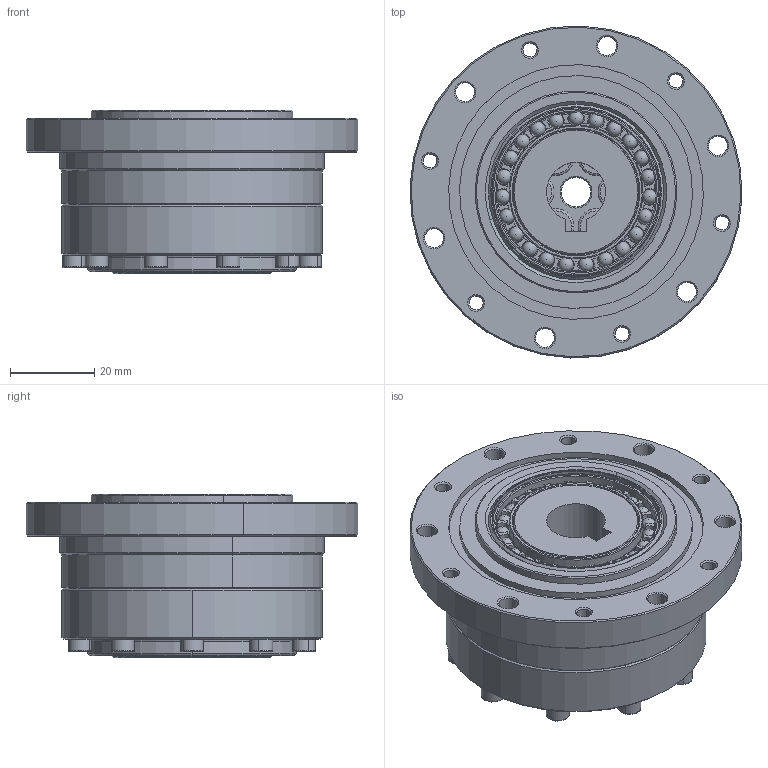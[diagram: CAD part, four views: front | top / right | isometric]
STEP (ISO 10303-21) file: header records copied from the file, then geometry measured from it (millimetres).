
FILE_DESCRIPTION (( 'STEP AP203' ), '1' );
FILE_NAME ('VCSG-17-XXX-U-I-Z14.STEP', '2024-05-25T10:11:06', ( '' ), ( '' ), 'SwSTEP 2.0', 'SolidWorks 2020', '' );
FILE_SCHEMA (( 'CONFIG_CONTROL_DESIGN' ));
Length unit declared in the file: millimetre
Products named in the file (1): VCSG-17-XXX-U-I-Z14
Bounding box: 78.95 x 78.95 x 39 mm (x, y, z)
Volume: 89940.3 mm3; surface area: 62358.4 mm2
Topology: 53 solids, 53 shells, 1440 faces, 3254 edges, 1883 vertices
Faces by surface type: cone 506, cylinder 366, plane 338, torus 180, sphere 46, bspline 4
Entity records: 41600 total; most frequent: CARTESIAN_POINT 9330, DIRECTION 7497, ORIENTED_EDGE 6166, AXIS2_PLACEMENT_3D 3189, EDGE_CURVE 3083, VERTEX_POINT 1814, CIRCLE 1752, EDGE_LOOP 1631
